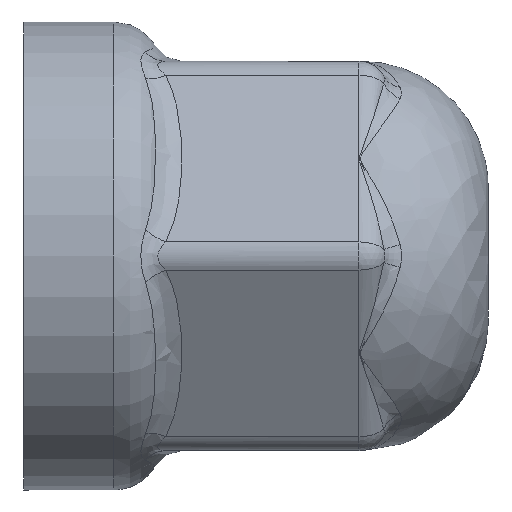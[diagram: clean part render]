
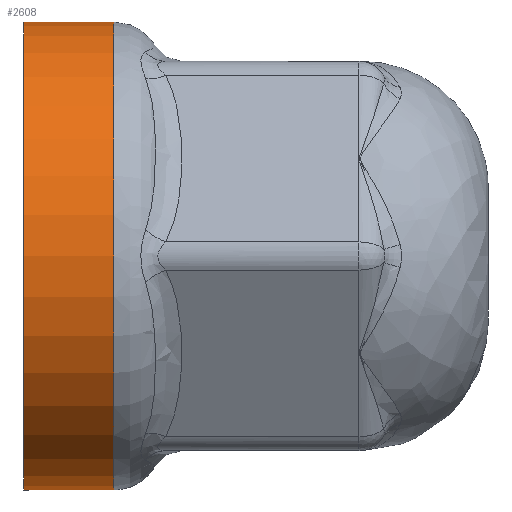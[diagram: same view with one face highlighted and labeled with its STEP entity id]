
A CAD part, front view. The second image highlights one B-rep face of the part: STEP entity #2608.
In plain terms, the highlighted cylindrical face has radius 20.8 mm (diameter 41.6 mm), a full revolution.
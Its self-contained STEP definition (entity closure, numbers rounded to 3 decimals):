
#54=CYLINDRICAL_SURFACE('',#2795,20.8);
#163=CIRCLE('',#2788,20.8);
#164=CIRCLE('',#2796,20.8);
#173=FACE_BOUND('',#538,.T.);
#368=FACE_OUTER_BOUND('',#537,.T.);
#537=EDGE_LOOP('',(#2360));
#538=EDGE_LOOP('',(#2361));
#1183=VERTEX_POINT('',#7235);
#1184=VERTEX_POINT('',#7248);
#1572=EDGE_CURVE('',#1183,#1183,#163,.T.);
#1577=EDGE_CURVE('',#1184,#1184,#164,.T.);
#2360=ORIENTED_EDGE('',*,*,#1572,.T.);
#2361=ORIENTED_EDGE('',*,*,#1577,.F.);
#2608=ADVANCED_FACE('',(#368,#173),#54,.T.);
#2788=AXIS2_PLACEMENT_3D('',#7236,#3251,#3252);
#2795=AXIS2_PLACEMENT_3D('',#7247,#3269,#3270);
#2796=AXIS2_PLACEMENT_3D('',#7249,#3271,#3272);
#3251=DIRECTION('center_axis',(-1.,0.,0.));
#3252=DIRECTION('ref_axis',(0.,-1.,0.));
#3269=DIRECTION('center_axis',(1.,0.,0.));
#3270=DIRECTION('ref_axis',(0.,-1.,0.));
#3271=DIRECTION('center_axis',(-1.,0.,0.));
#3272=DIRECTION('ref_axis',(0.,-1.,0.));
#7235=CARTESIAN_POINT('',(8.,20.8,0.));
#7236=CARTESIAN_POINT('Origin',(8.,0.,0.));
#7247=CARTESIAN_POINT('Origin',(0.,0.,0.));
#7248=CARTESIAN_POINT('',(0.,20.8,0.));
#7249=CARTESIAN_POINT('Origin',(0.,0.,0.));
